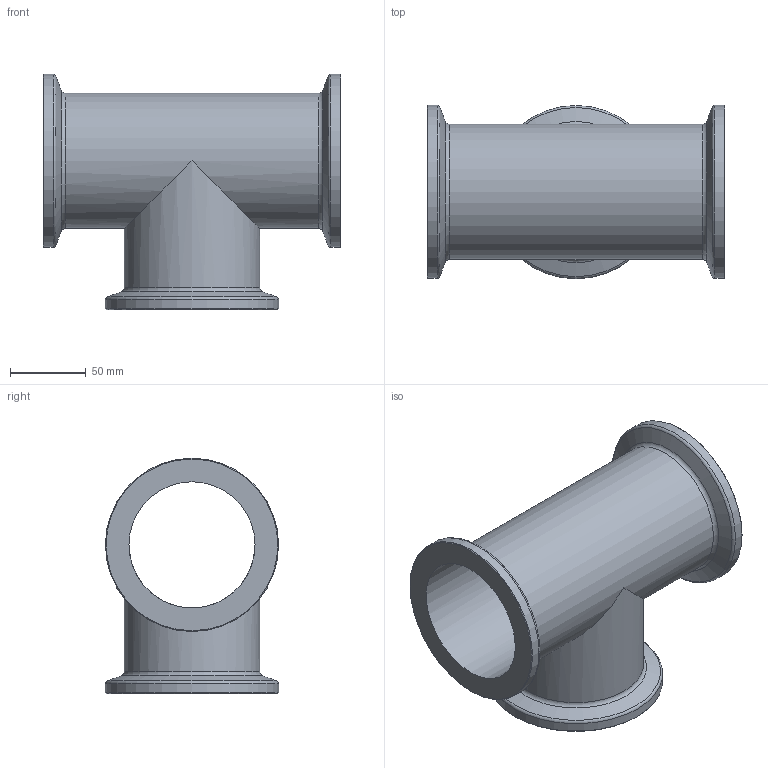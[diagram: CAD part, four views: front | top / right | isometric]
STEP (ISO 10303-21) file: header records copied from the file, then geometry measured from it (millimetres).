
FILE_DESCRIPTION(/* description */ (''),/* implementation_level */ '2;1');
FILE_NAME(/* name */ '33.080008.261.808',/* time_stamp */ '2019-06-17T09:27:35+02:00',/* author */ ('Murat Coskun Bicak'),/* organization */ ('Evac AG'),/* preprocessor_version */ 'ST-DEVELOPER v16.7',/* originating_system */ 'DEX',/* authorisation */ $);
FILE_SCHEMA (('AUTOMOTIVE_DESIGN {1 0 10303 214 3 1 1}'));
Length unit declared in the file: millimetre
Products named in the file (1): 33.080008.261.808
Bounding box: 196 x 114 x 155 mm (x, y, z)
Volume: 315304.1 mm3; surface area: 153272.7 mm2
Topology: 1 solids, 1 shells, 22 faces, 55 edges, 36 vertices
Faces by surface type: cylinder 7, cone 6, torus 6, plane 3
Full cylindrical faces by diameter (mm): 83 x2, 89 x2, 114 x3
Entity records: 512 total; most frequent: DIRECTION 96, CARTESIAN_POINT 73, ORIENTED_EDGE 50, AXIS2_PLACEMENT_3D 48, EDGE_LOOP 46, FACE_BOUND 46, EDGE_CURVE 25, VERTEX_POINT 25
